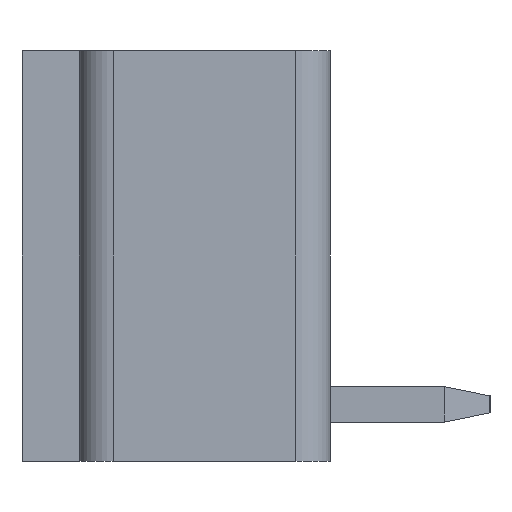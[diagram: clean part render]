
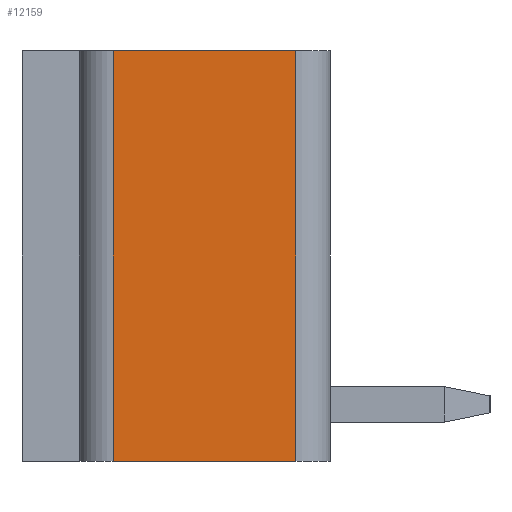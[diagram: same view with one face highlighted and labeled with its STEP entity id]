
A CAD part, left-side view. The second image highlights one B-rep face of the part: STEP entity #12159.
In plain terms, the highlighted planar face has unit normal (-1, 0, 0).
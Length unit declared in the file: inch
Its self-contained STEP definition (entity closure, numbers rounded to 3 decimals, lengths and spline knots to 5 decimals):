
#44=DIRECTION('',(0.,-1.,0.));
#45=VECTOR('',#44,0.16);
#46=CARTESIAN_POINT('',(-1.5805,0.19,0.));
#47=LINE('',#46,#45);
#1289=DIRECTION('',(0.,-1.,0.));
#1290=VECTOR('',#1289,0.16);
#1291=CARTESIAN_POINT('',(-1.5805,0.19,-0.36));
#1292=LINE('',#1291,#1290);
#1667=DIRECTION('',(0.,0.,-1.));
#1668=VECTOR('',#1667,0.36);
#1669=CARTESIAN_POINT('',(-1.5805,0.03,0.));
#1670=LINE('',#1669,#1668);
#1671=DIRECTION('',(0.,0.,-1.));
#1672=VECTOR('',#1671,0.36);
#1673=CARTESIAN_POINT('',(-1.5805,0.19,0.));
#1674=LINE('',#1673,#1672);
#8574=CARTESIAN_POINT('',(-1.5805,0.03,-0.36));
#8576=VERTEX_POINT('',#8574);
#8577=CARTESIAN_POINT('',(-1.5805,0.03,0.));
#8578=VERTEX_POINT('',#8577);
#8581=CARTESIAN_POINT('',(-1.5805,0.19,-0.36));
#8583=VERTEX_POINT('',#8581);
#8587=CARTESIAN_POINT('',(-1.5805,0.19,0.));
#8588=VERTEX_POINT('',#8587);
#12147=CARTESIAN_POINT('',(-1.5805,0.22,0.));
#12148=DIRECTION('',(-1.,0.,0.));
#12149=DIRECTION('',(0.,-1.,0.));
#12150=AXIS2_PLACEMENT_3D('',#12147,#12148,#12149);
#12151=PLANE('',#12150);
#12152=ORIENTED_EDGE('',*,*,#12140,.T.);
#12153=ORIENTED_EDGE('',*,*,#11858,.F.);
#12155=ORIENTED_EDGE('',*,*,#12154,.F.);
#12156=ORIENTED_EDGE('',*,*,#11040,.T.);
#12157=EDGE_LOOP('',(#12152,#12153,#12155,#12156));
#12158=FACE_OUTER_BOUND('',#12157,.F.);
#12159=ADVANCED_FACE('',(#12158),#12151,.T.);
#11040=EDGE_CURVE('',#8588,#8578,#47,.T.);
#11858=EDGE_CURVE('',#8583,#8576,#1292,.T.);
#12140=EDGE_CURVE('',#8578,#8576,#1670,.T.);
#12154=EDGE_CURVE('',#8588,#8583,#1674,.T.);
